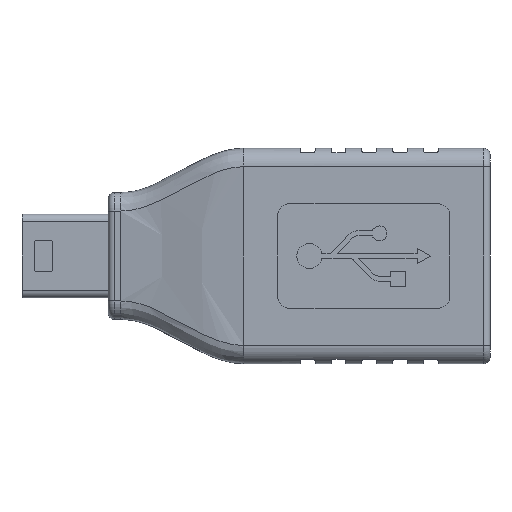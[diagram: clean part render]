
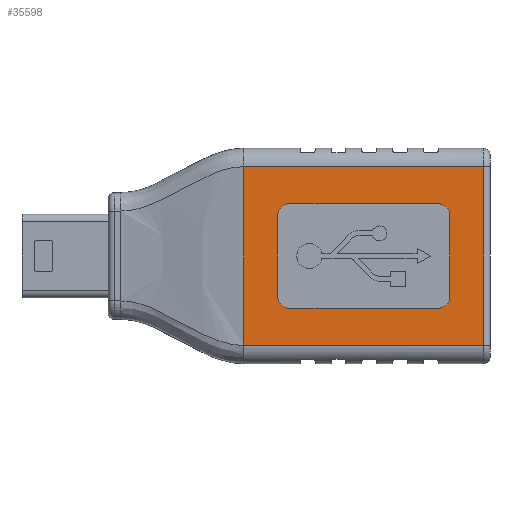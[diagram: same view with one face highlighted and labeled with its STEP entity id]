
A CAD part, front view. The second image highlights one B-rep face of the part: STEP entity #35598.
In plain terms, the highlighted planar face has unit normal (0, -1, 0).
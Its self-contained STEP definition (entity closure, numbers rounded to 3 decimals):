
#73 = CARTESIAN_POINT ( 'NONE',  ( -30.05, -5., 3.25 ) ) ;
#972 = CARTESIAN_POINT ( 'NONE',  ( -32.8, -5., -8.75 ) ) ;
#1268 = CARTESIAN_POINT ( 'NONE',  ( -17.05, -5., -3.25 ) ) ;
#2410 = LINE ( 'NONE', #21787, #24552 ) ;
#2553 = EDGE_CURVE ( 'NONE', #7239, #36512, #26922, .T. ) ;
#2614 = ORIENTED_EDGE ( 'NONE', *, *, #22004, .T. ) ;
#2797 = LINE ( 'NONE', #31380, #6652 ) ;
#3281 = EDGE_CURVE ( 'NONE', #33914, #30449, #2797, .T. ) ;
#3340 = AXIS2_PLACEMENT_3D ( 'NONE', #972, #37634, #34697 ) ;
#3439 = CARTESIAN_POINT ( 'NONE',  ( -29.05, -5., 4.25 ) ) ;
#3687 = EDGE_CURVE ( 'NONE', #32556, #39494, #30181, .T. ) ;
#3706 = VECTOR ( 'NONE', #9302, 1000. ) ;
#3914 = PLANE ( 'NONE',  #3340 ) ;
#4126 = ORIENTED_EDGE ( 'NONE', *, *, #5612, .T. ) ;
#4205 = VERTEX_POINT ( 'NONE', #14146 ) ;
#5612 = EDGE_CURVE ( 'NONE', #36512, #36913, #11170, .T. ) ;
#6125 = EDGE_CURVE ( 'NONE', #4205, #32556, #37066, .T. ) ;
#6652 = VECTOR ( 'NONE', #6675, 1000. ) ;
#6675 = DIRECTION ( 'NONE',  ( 0., 0., 1. ) ) ;
#7140 = ORIENTED_EDGE ( 'NONE', *, *, #2553, .T. ) ;
#7196 = VECTOR ( 'NONE', #7431, 1000. ) ;
#7239 = VERTEX_POINT ( 'NONE', #15398 ) ;
#7431 = DIRECTION ( 'NONE',  ( 0., 0., -1. ) ) ;
#7638 = CARTESIAN_POINT ( 'NONE',  ( -30.05, -5., 3.25 ) ) ;
#8997 = CARTESIAN_POINT ( 'NONE',  ( -32.8, -5., 7.25 ) ) ;
#9134 = DIRECTION ( 'NONE',  ( -1., 0., 0. ) ) ;
#9302 = DIRECTION ( 'NONE',  ( 0., 0., 1. ) ) ;
#10915 = AXIS2_PLACEMENT_3D ( 'NONE', #27943, #36896, #18521 ) ;
#11170 = CIRCLE ( 'NONE', #21272, 1. ) ;
#11453 = DIRECTION ( 'NONE',  ( 1., 0., 0. ) ) ;
#11561 = VECTOR ( 'NONE', #13376, 1000. ) ;
#11695 = EDGE_CURVE ( 'NONE', #30449, #15981, #2410, .T. ) ;
#12913 = ORIENTED_EDGE ( 'NONE', *, *, #11695, .T. ) ;
#13376 = DIRECTION ( 'NONE',  ( 1., 0., 0. ) ) ;
#14146 = CARTESIAN_POINT ( 'NONE',  ( -29.05, -5., -4.25 ) ) ;
#14447 = DIRECTION ( 'NONE',  ( 0., 0., 1. ) ) ;
#15110 = CARTESIAN_POINT ( 'NONE',  ( -30.05, -5., -3.25 ) ) ;
#15398 = CARTESIAN_POINT ( 'NONE',  ( -16.05, -5., 3.25 ) ) ;
#15918 = AXIS2_PLACEMENT_3D ( 'NONE', #33752, #27495, #18457 ) ;
#15981 = VERTEX_POINT ( 'NONE', #8997 ) ;
#16062 = CARTESIAN_POINT ( 'NONE',  ( -32.8, -5., -7.25 ) ) ;
#16612 = CARTESIAN_POINT ( 'NONE',  ( -29.05, -5., 3.25 ) ) ;
#17008 = CARTESIAN_POINT ( 'NONE',  ( -32.8, -5., -8.75 ) ) ;
#18140 = VERTEX_POINT ( 'NONE', #3439 ) ;
#18312 = CARTESIAN_POINT ( 'NONE',  ( -13.3, -5., -7.25 ) ) ;
#18457 = DIRECTION ( 'NONE',  ( 1., 0., 0. ) ) ;
#18521 = DIRECTION ( 'NONE',  ( -1., 0., 0. ) ) ;
#19808 = DIRECTION ( 'NONE',  ( 0., 1., 0. ) ) ;
#20150 = ORIENTED_EDGE ( 'NONE', *, *, #35270, .F. ) ;
#20423 = ORIENTED_EDGE ( 'NONE', *, *, #23959, .T. ) ;
#20424 = LINE ( 'NONE', #32712, #38659 ) ;
#21110 = ORIENTED_EDGE ( 'NONE', *, *, #24508, .T. ) ;
#21272 = AXIS2_PLACEMENT_3D ( 'NONE', #1268, #19808, #34983 ) ;
#21787 = CARTESIAN_POINT ( 'NONE',  ( -32.8, -5., 7.25 ) ) ;
#21892 = LINE ( 'NONE', #17008, #37245 ) ;
#22004 = EDGE_CURVE ( 'NONE', #36913, #4205, #22309, .T. ) ;
#22309 = LINE ( 'NONE', #26339, #37659 ) ;
#22560 = EDGE_CURVE ( 'NONE', #39494, #18140, #32835, .T. ) ;
#22762 = CARTESIAN_POINT ( 'NONE',  ( -16.05, -5., 3.25 ) ) ;
#22871 = ORIENTED_EDGE ( 'NONE', *, *, #6125, .T. ) ;
#23392 = VERTEX_POINT ( 'NONE', #27486 ) ;
#23959 = EDGE_CURVE ( 'NONE', #38873, #7239, #38086, .T. ) ;
#24170 = CARTESIAN_POINT ( 'NONE',  ( -16.05, -5., -3.25 ) ) ;
#24326 = AXIS2_PLACEMENT_3D ( 'NONE', #16612, #31673, #34745 ) ;
#24508 = EDGE_CURVE ( 'NONE', #23392, #33914, #34172, .T. ) ;
#24552 = VECTOR ( 'NONE', #9134, 1000. ) ;
#24799 = FACE_BOUND ( 'NONE', #29457, .T. ) ;
#24916 = CARTESIAN_POINT ( 'NONE',  ( -13.3, -5., 7.25 ) ) ;
#25034 = EDGE_LOOP ( 'NONE', ( #21110, #28511, #12913, #20150 ) ) ;
#26231 = FACE_OUTER_BOUND ( 'NONE', #25034, .T. ) ;
#26339 = CARTESIAN_POINT ( 'NONE',  ( -29.05, -5., -4.25 ) ) ;
#26922 = LINE ( 'NONE', #22762, #7196 ) ;
#27240 = CARTESIAN_POINT ( 'NONE',  ( -17.05, -5., -4.25 ) ) ;
#27486 = CARTESIAN_POINT ( 'NONE',  ( -32.8, -5., -7.25 ) ) ;
#27495 = DIRECTION ( 'NONE',  ( 0., 1., 0. ) ) ;
#27655 = EDGE_CURVE ( 'NONE', #18140, #38873, #20424, .T. ) ;
#27943 = CARTESIAN_POINT ( 'NONE',  ( -17.05, -5., 3.25 ) ) ;
#28419 = ORIENTED_EDGE ( 'NONE', *, *, #27655, .T. ) ;
#28511 = ORIENTED_EDGE ( 'NONE', *, *, #3281, .T. ) ;
#29457 = EDGE_LOOP ( 'NONE', ( #20423, #7140, #4126, #2614, #22871, #33491, #33488, #28419 ) ) ;
#30181 = LINE ( 'NONE', #73, #3706 ) ;
#30449 = VERTEX_POINT ( 'NONE', #24916 ) ;
#31380 = CARTESIAN_POINT ( 'NONE',  ( -13.3, -5., 7.25 ) ) ;
#31673 = DIRECTION ( 'NONE',  ( 0., 1., 0. ) ) ;
#31976 = DIRECTION ( 'NONE',  ( -1., 0., 0. ) ) ;
#32556 = VERTEX_POINT ( 'NONE', #15110 ) ;
#32712 = CARTESIAN_POINT ( 'NONE',  ( -29.05, -5., 4.25 ) ) ;
#32835 = CIRCLE ( 'NONE', #24326, 1. ) ;
#33488 = ORIENTED_EDGE ( 'NONE', *, *, #22560, .T. ) ;
#33491 = ORIENTED_EDGE ( 'NONE', *, *, #3687, .T. ) ;
#33752 = CARTESIAN_POINT ( 'NONE',  ( -29.05, -5., -3.25 ) ) ;
#33798 = CARTESIAN_POINT ( 'NONE',  ( -17.05, -5., 4.25 ) ) ;
#33914 = VERTEX_POINT ( 'NONE', #18312 ) ;
#34172 = LINE ( 'NONE', #16062, #11561 ) ;
#34697 = DIRECTION ( 'NONE',  ( -1., 0., 0. ) ) ;
#34745 = DIRECTION ( 'NONE',  ( 1., 0., 0. ) ) ;
#34983 = DIRECTION ( 'NONE',  ( 1., 0., 0. ) ) ;
#35270 = EDGE_CURVE ( 'NONE', #23392, #15981, #21892, .T. ) ;
#35598 = ADVANCED_FACE ( 'NONE', ( #26231, #24799 ), #3914, .F. ) ;
#36512 = VERTEX_POINT ( 'NONE', #24170 ) ;
#36896 = DIRECTION ( 'NONE',  ( 0., 1., 0. ) ) ;
#36913 = VERTEX_POINT ( 'NONE', #27240 ) ;
#37066 = CIRCLE ( 'NONE', #15918, 1. ) ;
#37245 = VECTOR ( 'NONE', #14447, 1000. ) ;
#37634 = DIRECTION ( 'NONE',  ( 0., 1., 0. ) ) ;
#37659 = VECTOR ( 'NONE', #31976, 1000. ) ;
#38086 = CIRCLE ( 'NONE', #10915, 1. ) ;
#38659 = VECTOR ( 'NONE', #11453, 1000. ) ;
#38873 = VERTEX_POINT ( 'NONE', #33798 ) ;
#39494 = VERTEX_POINT ( 'NONE', #7638 ) ;
